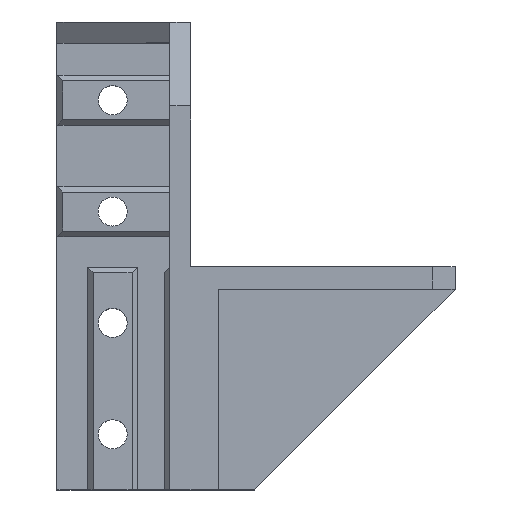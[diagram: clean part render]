
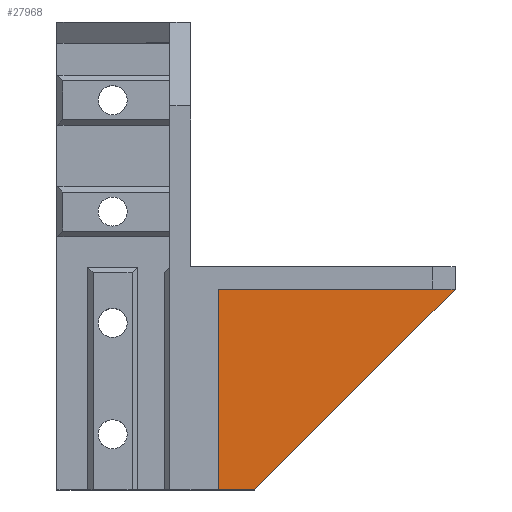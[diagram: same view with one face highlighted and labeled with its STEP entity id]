
A CAD part, top view. The second image highlights one B-rep face of the part: STEP entity #27968.
In plain terms, the highlighted planar face has unit normal (0, 0, 1).
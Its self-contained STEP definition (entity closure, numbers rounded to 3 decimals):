
#1070=FACE_OUTER_BOUND('',#2429,.T.);
#2429=EDGE_LOOP('',(#22226,#22227,#22228,#22229));
#5930=LINE('',#42687,#9956);
#5931=LINE('',#42689,#9957);
#5932=LINE('',#42691,#9958);
#5933=LINE('',#42692,#9959);
#9956=VECTOR('',#34848,50.912);
#9957=VECTOR('',#34849,42.5);
#9958=VECTOR('',#34850,36.);
#9959=VECTOR('',#34851,6.5);
#12965=VERTEX_POINT('',#42685);
#12966=VERTEX_POINT('',#42686);
#12967=VERTEX_POINT('',#42688);
#12968=VERTEX_POINT('',#42690);
#16656=EDGE_CURVE('',#12965,#12966,#5930,.T.);
#16657=EDGE_CURVE('',#12967,#12966,#5931,.T.);
#16658=EDGE_CURVE('',#12968,#12967,#5932,.T.);
#16659=EDGE_CURVE('',#12968,#12965,#5933,.T.);
#22226=ORIENTED_EDGE('',*,*,#16656,.T.);
#22227=ORIENTED_EDGE('',*,*,#16657,.F.);
#22228=ORIENTED_EDGE('',*,*,#16658,.F.);
#22229=ORIENTED_EDGE('',*,*,#16659,.T.);
#26614=PLANE('',#29324);
#27968=ADVANCED_FACE('',(#1070),#26614,.T.);
#29324=AXIS2_PLACEMENT_3D('',#42684,#34846,#34847);
#34846=DIRECTION('center_axis',(0.,0.,1.));
#34847=DIRECTION('ref_axis',(1.,0.,0.));
#34848=DIRECTION('',(0.707,0.707,0.));
#34849=DIRECTION('',(1.,0.,0.));
#34850=DIRECTION('',(0.,1.,0.));
#34851=DIRECTION('',(1.,0.,0.));
#42684=CARTESIAN_POINT('Origin',(29.,36.,4.5));
#42685=CARTESIAN_POINT('',(35.5,0.,4.5));
#42686=CARTESIAN_POINT('',(71.5,36.,4.5));
#42687=CARTESIAN_POINT('',(35.5,0.,4.5));
#42688=CARTESIAN_POINT('',(29.,36.,4.5));
#42689=CARTESIAN_POINT('',(29.,36.,4.5));
#42690=CARTESIAN_POINT('',(29.,0.,4.5));
#42691=CARTESIAN_POINT('',(29.,0.,4.5));
#42692=CARTESIAN_POINT('',(29.,0.,4.5));
